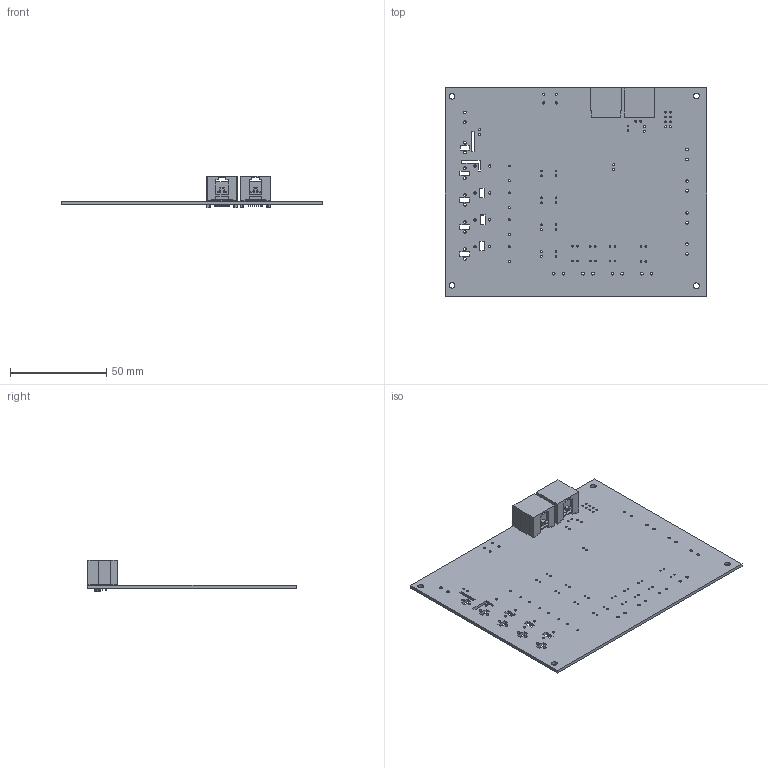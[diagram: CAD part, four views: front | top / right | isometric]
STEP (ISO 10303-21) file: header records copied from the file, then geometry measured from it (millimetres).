
FILE_DESCRIPTION(('KiCad electronic assembly'),'2;1');
FILE_NAME('warmtepomp.step','2023-01-25T08:44:48',('Pcbnew'),('Kicad'), 'Open CASCADE STEP processor 7.6','KiCad to STEP converter','Unknown' );
FILE_SCHEMA(('AUTOMOTIVE_DESIGN { 1 0 10303 214 1 1 1 1 }'));
Length unit declared in the file: millimetre
Products named in the file (4): warmtepomp 1; 1-406525-1; SOLID; warmtepomp PCB
Assembly tree (4 placements, depth 3):
  warmtepomp 1
    1-406525-1  x2
      SOLID
    warmtepomp PCB
Bounding box: 135.51 x 108.19 x 16.38 mm (x, y, z)
Volume: 26331 mm3; surface area: 35524.5 mm2
Topology: 3 solids, 3 shells, 875 faces, 2605 edges, 1730 vertices
Faces by surface type: plane 641, cylinder 234
Full cylindrical faces by diameter (mm): 0.8 x32, 0.89 x16, 1 x18, 1.016 x8, 1.1 x4, 1.2 x8, 1.4 x28, 3 x4, 3.25 x4
Entity records: 39347 total; most frequent: CARTESIAN_POINT 7994, DIRECTION 5803, LINE 3957, VECTOR 3957, ORIENTED_EDGE 3118, PCURVE 3118, DEFINITIONAL_REPRESENTATION 3118, EDGE_CURVE 1559
